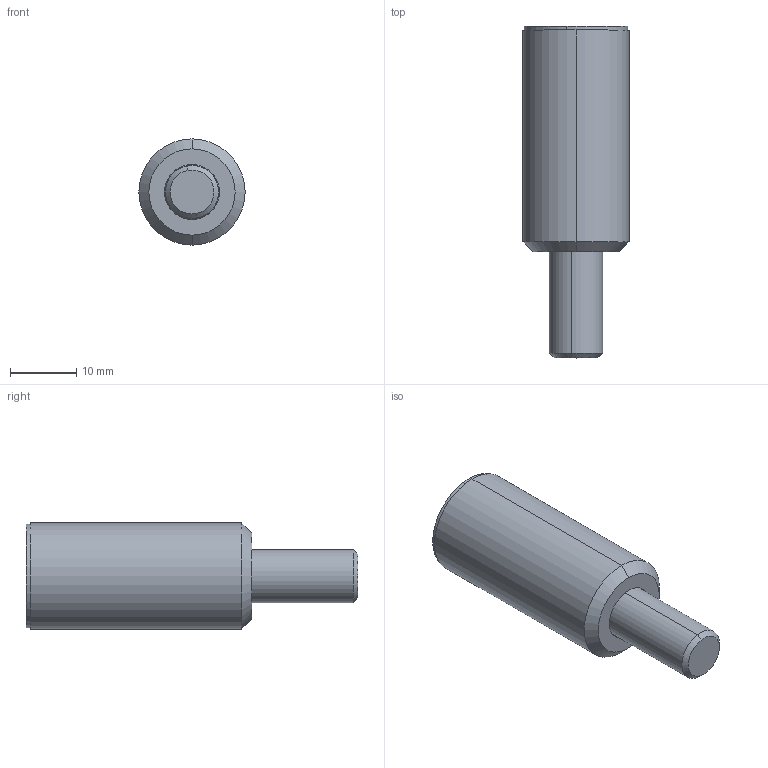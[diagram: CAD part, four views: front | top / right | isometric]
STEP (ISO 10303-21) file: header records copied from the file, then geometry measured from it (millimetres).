
FILE_DESCRIPTION (( 'STEP AP214' ), '1' );
FILE_NAME ('PO340850.STEP', '2017-05-15T11:17:09', ( '' ), ( '' ), 'SwSTEP 2.0', 'SolidWorks 2017', '' );
FILE_SCHEMA (( 'AUTOMOTIVE_DESIGN' ));
Length unit declared in the file: millimetre
Products named in the file (3): 1DIN7991850_DIN 7991 - M8 x 50 --- 50C; PO340850; 9PO340850_PO.340850
Assembly tree (2 placements, depth 2):
  PO340850
    9PO340850_PO.340850
    1DIN7991850_DIN 7991 - M8 x 50 --- 50C
Bounding box: 16 x 50 x 16 mm (x, y, z)
Volume: 7375.5 mm3; surface area: 4425.8 mm2
Topology: 2 solids, 2 shells, 36 faces, 76 edges, 43 vertices
Faces by surface type: plane 16, cone 10, cylinder 8, torus 2
Entity records: 1074 total; most frequent: DIRECTION 188, CARTESIAN_POINT 158, ORIENTED_EDGE 148, EDGE_CURVE 74, AXIS2_PLACEMENT_3D 73, VERTEX_POINT 43, LINE 42, VECTOR 42
